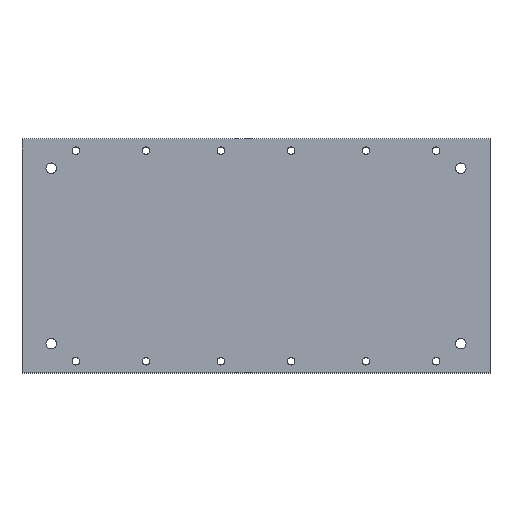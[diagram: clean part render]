
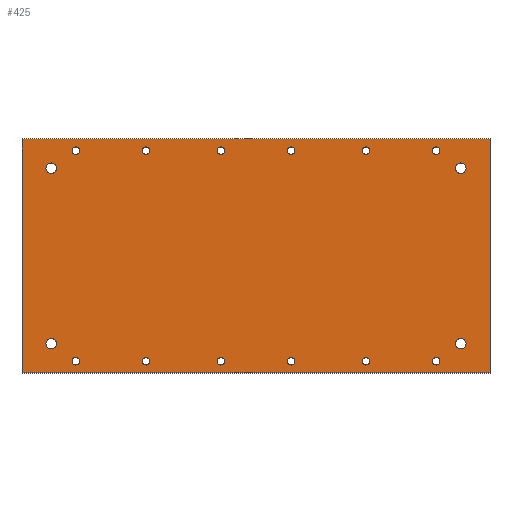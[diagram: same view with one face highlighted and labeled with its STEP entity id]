
A CAD part, top view. The second image highlights one B-rep face of the part: STEP entity #425.
In plain terms, the highlighted planar face has unit normal (0, 0, 1).
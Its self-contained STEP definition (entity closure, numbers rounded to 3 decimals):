
#17=LINE('',#699,#29);
#20=LINE('',#705,#32);
#23=LINE('',#711,#35);
#26=LINE('',#715,#38);
#29=VECTOR('',#591,10.);
#32=VECTOR('',#596,10.);
#35=VECTOR('',#601,10.);
#38=VECTOR('',#606,10.);
#43=PLANE('',#487);
#61=FACE_BOUND('',#152,.T.);
#62=FACE_BOUND('',#153,.T.);
#63=FACE_BOUND('',#154,.T.);
#64=FACE_BOUND('',#155,.T.);
#65=FACE_BOUND('',#156,.T.);
#66=FACE_BOUND('',#157,.T.);
#67=FACE_BOUND('',#158,.T.);
#68=FACE_BOUND('',#159,.T.);
#69=FACE_BOUND('',#160,.T.);
#70=FACE_BOUND('',#161,.T.);
#71=FACE_BOUND('',#162,.T.);
#72=FACE_BOUND('',#163,.T.);
#73=FACE_BOUND('',#164,.T.);
#74=FACE_BOUND('',#165,.T.);
#75=FACE_BOUND('',#166,.T.);
#76=FACE_BOUND('',#167,.T.);
#113=FACE_OUTER_BOUND('',#151,.T.);
#151=EDGE_LOOP('',(#349,#350,#351,#352));
#152=EDGE_LOOP('',(#353));
#153=EDGE_LOOP('',(#354));
#154=EDGE_LOOP('',(#355));
#155=EDGE_LOOP('',(#356));
#156=EDGE_LOOP('',(#357));
#157=EDGE_LOOP('',(#358));
#158=EDGE_LOOP('',(#359));
#159=EDGE_LOOP('',(#360));
#160=EDGE_LOOP('',(#361));
#161=EDGE_LOOP('',(#362));
#162=EDGE_LOOP('',(#363));
#163=EDGE_LOOP('',(#364));
#164=EDGE_LOOP('',(#365));
#165=EDGE_LOOP('',(#366));
#166=EDGE_LOOP('',(#367));
#167=EDGE_LOOP('',(#368));
#185=CIRCLE('',#436,1.621);
#187=CIRCLE('',#439,1.621);
#189=CIRCLE('',#442,1.621);
#191=CIRCLE('',#445,1.621);
#193=CIRCLE('',#448,1.621);
#195=CIRCLE('',#451,1.621);
#197=CIRCLE('',#454,1.621);
#199=CIRCLE('',#457,1.621);
#201=CIRCLE('',#460,1.621);
#203=CIRCLE('',#463,1.621);
#205=CIRCLE('',#466,1.621);
#207=CIRCLE('',#469,1.621);
#209=CIRCLE('',#472,2.25);
#211=CIRCLE('',#475,2.25);
#213=CIRCLE('',#478,2.25);
#215=CIRCLE('',#481,2.25);
#217=VERTEX_POINT('',#613);
#219=VERTEX_POINT('',#618);
#221=VERTEX_POINT('',#623);
#223=VERTEX_POINT('',#628);
#225=VERTEX_POINT('',#633);
#227=VERTEX_POINT('',#638);
#229=VERTEX_POINT('',#643);
#231=VERTEX_POINT('',#648);
#233=VERTEX_POINT('',#653);
#235=VERTEX_POINT('',#658);
#237=VERTEX_POINT('',#663);
#239=VERTEX_POINT('',#668);
#241=VERTEX_POINT('',#673);
#243=VERTEX_POINT('',#678);
#245=VERTEX_POINT('',#683);
#247=VERTEX_POINT('',#688);
#251=VERTEX_POINT('',#696);
#252=VERTEX_POINT('',#698);
#254=VERTEX_POINT('',#704);
#256=VERTEX_POINT('',#710);
#257=EDGE_CURVE('',#217,#217,#185,.T.);
#259=EDGE_CURVE('',#219,#219,#187,.T.);
#261=EDGE_CURVE('',#221,#221,#189,.T.);
#263=EDGE_CURVE('',#223,#223,#191,.T.);
#265=EDGE_CURVE('',#225,#225,#193,.T.);
#267=EDGE_CURVE('',#227,#227,#195,.T.);
#269=EDGE_CURVE('',#229,#229,#197,.T.);
#271=EDGE_CURVE('',#231,#231,#199,.T.);
#273=EDGE_CURVE('',#233,#233,#201,.T.);
#275=EDGE_CURVE('',#235,#235,#203,.T.);
#277=EDGE_CURVE('',#237,#237,#205,.T.);
#279=EDGE_CURVE('',#239,#239,#207,.T.);
#281=EDGE_CURVE('',#241,#241,#209,.T.);
#283=EDGE_CURVE('',#243,#243,#211,.T.);
#285=EDGE_CURVE('',#245,#245,#213,.T.);
#287=EDGE_CURVE('',#247,#247,#215,.T.);
#291=EDGE_CURVE('',#252,#251,#17,.T.);
#294=EDGE_CURVE('',#254,#252,#20,.T.);
#297=EDGE_CURVE('',#256,#254,#23,.T.);
#300=EDGE_CURVE('',#251,#256,#26,.T.);
#349=ORIENTED_EDGE('',*,*,#300,.T.);
#350=ORIENTED_EDGE('',*,*,#297,.T.);
#351=ORIENTED_EDGE('',*,*,#294,.T.);
#352=ORIENTED_EDGE('',*,*,#291,.T.);
#353=ORIENTED_EDGE('',*,*,#257,.T.);
#354=ORIENTED_EDGE('',*,*,#259,.T.);
#355=ORIENTED_EDGE('',*,*,#261,.T.);
#356=ORIENTED_EDGE('',*,*,#263,.T.);
#357=ORIENTED_EDGE('',*,*,#265,.T.);
#358=ORIENTED_EDGE('',*,*,#267,.T.);
#359=ORIENTED_EDGE('',*,*,#269,.T.);
#360=ORIENTED_EDGE('',*,*,#271,.T.);
#361=ORIENTED_EDGE('',*,*,#273,.T.);
#362=ORIENTED_EDGE('',*,*,#275,.T.);
#363=ORIENTED_EDGE('',*,*,#277,.T.);
#364=ORIENTED_EDGE('',*,*,#279,.T.);
#365=ORIENTED_EDGE('',*,*,#281,.T.);
#366=ORIENTED_EDGE('',*,*,#283,.T.);
#367=ORIENTED_EDGE('',*,*,#285,.T.);
#368=ORIENTED_EDGE('',*,*,#287,.T.);
#425=ADVANCED_FACE('',(#113,#61,#62,#63,#64,#65,#66,#67,#68,#69,#70,#71,
#72,#73,#74,#75,#76),#43,.T.);
#436=AXIS2_PLACEMENT_3D('',#614,#493,#494);
#439=AXIS2_PLACEMENT_3D('',#619,#499,#500);
#442=AXIS2_PLACEMENT_3D('',#624,#505,#506);
#445=AXIS2_PLACEMENT_3D('',#629,#511,#512);
#448=AXIS2_PLACEMENT_3D('',#634,#517,#518);
#451=AXIS2_PLACEMENT_3D('',#639,#523,#524);
#454=AXIS2_PLACEMENT_3D('',#644,#529,#530);
#457=AXIS2_PLACEMENT_3D('',#649,#535,#536);
#460=AXIS2_PLACEMENT_3D('',#654,#541,#542);
#463=AXIS2_PLACEMENT_3D('',#659,#547,#548);
#466=AXIS2_PLACEMENT_3D('',#664,#553,#554);
#469=AXIS2_PLACEMENT_3D('',#669,#559,#560);
#472=AXIS2_PLACEMENT_3D('',#674,#565,#566);
#475=AXIS2_PLACEMENT_3D('',#679,#571,#572);
#478=AXIS2_PLACEMENT_3D('',#684,#577,#578);
#481=AXIS2_PLACEMENT_3D('',#689,#583,#584);
#487=AXIS2_PLACEMENT_3D('',#716,#607,#608);
#493=DIRECTION('center_axis',(0.,0.,-1.));
#494=DIRECTION('ref_axis',(1.,0.,0.));
#499=DIRECTION('center_axis',(0.,0.,-1.));
#500=DIRECTION('ref_axis',(1.,0.,0.));
#505=DIRECTION('center_axis',(0.,0.,-1.));
#506=DIRECTION('ref_axis',(1.,0.,0.));
#511=DIRECTION('center_axis',(0.,0.,-1.));
#512=DIRECTION('ref_axis',(1.,0.,0.));
#517=DIRECTION('center_axis',(0.,0.,-1.));
#518=DIRECTION('ref_axis',(1.,0.,0.));
#523=DIRECTION('center_axis',(0.,0.,-1.));
#524=DIRECTION('ref_axis',(1.,0.,0.));
#529=DIRECTION('center_axis',(0.,0.,-1.));
#530=DIRECTION('ref_axis',(1.,0.,0.));
#535=DIRECTION('center_axis',(0.,0.,-1.));
#536=DIRECTION('ref_axis',(1.,0.,0.));
#541=DIRECTION('center_axis',(0.,0.,-1.));
#542=DIRECTION('ref_axis',(1.,0.,0.));
#547=DIRECTION('center_axis',(0.,0.,-1.));
#548=DIRECTION('ref_axis',(1.,0.,0.));
#553=DIRECTION('center_axis',(0.,0.,-1.));
#554=DIRECTION('ref_axis',(1.,0.,0.));
#559=DIRECTION('center_axis',(0.,0.,-1.));
#560=DIRECTION('ref_axis',(1.,0.,0.));
#565=DIRECTION('center_axis',(0.,0.,-1.));
#566=DIRECTION('ref_axis',(-1.,0.,0.));
#571=DIRECTION('center_axis',(0.,0.,-1.));
#572=DIRECTION('ref_axis',(-1.,0.,0.));
#577=DIRECTION('center_axis',(0.,0.,-1.));
#578=DIRECTION('ref_axis',(-1.,0.,0.));
#583=DIRECTION('center_axis',(0.,0.,-1.));
#584=DIRECTION('ref_axis',(-1.,0.,0.));
#591=DIRECTION('',(0.,-1.,0.));
#596=DIRECTION('',(-1.,0.,0.));
#601=DIRECTION('',(0.,1.,0.));
#606=DIRECTION('',(1.,0.,0.));
#607=DIRECTION('center_axis',(0.,0.,1.));
#608=DIRECTION('ref_axis',(1.,0.,0.));
#613=CARTESIAN_POINT('',(175.379,95.,20.));
#614=CARTESIAN_POINT('Origin',(177.,95.,20.));
#618=CARTESIAN_POINT('',(145.379,95.,20.));
#619=CARTESIAN_POINT('Origin',(147.,95.,20.));
#623=CARTESIAN_POINT('',(113.379,95.,20.));
#624=CARTESIAN_POINT('Origin',(115.,95.,20.));
#628=CARTESIAN_POINT('',(83.379,95.,20.));
#629=CARTESIAN_POINT('Origin',(85.,95.,20.));
#633=CARTESIAN_POINT('',(51.379,5.,20.));
#634=CARTESIAN_POINT('Origin',(53.,5.,20.));
#638=CARTESIAN_POINT('',(21.379,5.,20.));
#639=CARTESIAN_POINT('Origin',(23.,5.,20.));
#643=CARTESIAN_POINT('',(21.379,95.,20.));
#644=CARTESIAN_POINT('Origin',(23.,95.,20.));
#648=CARTESIAN_POINT('',(51.379,95.,20.));
#649=CARTESIAN_POINT('Origin',(53.,95.,20.));
#653=CARTESIAN_POINT('',(83.379,5.,20.));
#654=CARTESIAN_POINT('Origin',(85.,5.,20.));
#658=CARTESIAN_POINT('',(113.379,5.,20.));
#659=CARTESIAN_POINT('Origin',(115.,5.,20.));
#663=CARTESIAN_POINT('',(145.379,5.,20.));
#664=CARTESIAN_POINT('Origin',(147.,5.,20.));
#668=CARTESIAN_POINT('',(175.379,5.,20.));
#669=CARTESIAN_POINT('Origin',(177.,5.,20.));
#673=CARTESIAN_POINT('',(189.75,12.5,20.));
#674=CARTESIAN_POINT('Origin',(187.5,12.5,20.));
#678=CARTESIAN_POINT('',(189.75,87.5,20.));
#679=CARTESIAN_POINT('Origin',(187.5,87.5,20.));
#683=CARTESIAN_POINT('',(14.75,12.5,20.));
#684=CARTESIAN_POINT('Origin',(12.5,12.5,20.));
#688=CARTESIAN_POINT('',(14.75,87.5,20.));
#689=CARTESIAN_POINT('Origin',(12.5,87.5,20.));
#696=CARTESIAN_POINT('',(0.,0.,20.));
#698=CARTESIAN_POINT('',(0.,100.,20.));
#699=CARTESIAN_POINT('',(0.,100.,20.));
#704=CARTESIAN_POINT('',(200.,100.,20.));
#705=CARTESIAN_POINT('',(200.,100.,20.));
#710=CARTESIAN_POINT('',(200.,0.,20.));
#711=CARTESIAN_POINT('',(200.,0.,20.));
#715=CARTESIAN_POINT('',(0.,0.,20.));
#716=CARTESIAN_POINT('Origin',(100.,50.,20.));
